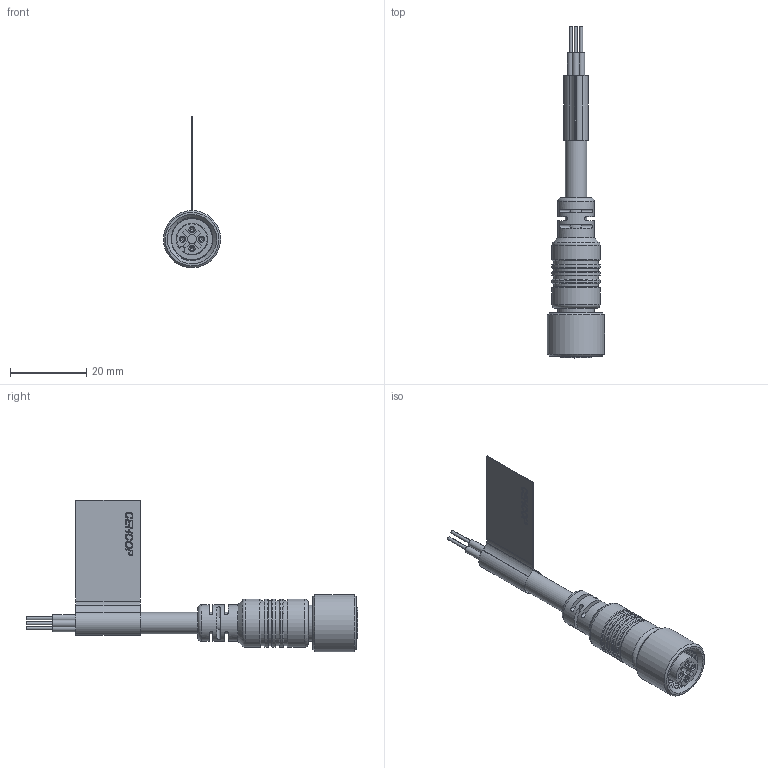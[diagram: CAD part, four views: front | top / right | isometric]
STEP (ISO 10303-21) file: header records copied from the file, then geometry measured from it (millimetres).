
FILE_DESCRIPTION(/* description */ ('Unknown'),/* implementation_level */ '2;1');
FILE_NAME(/* name */ '_PV-C4P1',/* time_stamp */ '2023-03-30T09:26:57+05:00',/* author */ ('Unknown'),/* organization */ ('Unknown'),/* preprocessor_version */ 'ST-DEVELOPER v16.7',/* originating_system */ 'Solid Edge',/* authorisation */ 'Unknown');
FILE_SCHEMA (('AUTOMOTIVE_DESIGN {1 0 10303 214 3 1 1}'));
Length unit declared in the file: millimetre
Products named in the file (8): 47.015.000 Ðàçúåì ïðÿìîé; Ý6.030 (Êàáåëü) ; 47.007.101 Ðîçåòêà êàáåëÿ ñîåäèíèòåëüíîãî; Ä0.014 Äåðæàòåëü; Ý0.023 Ãíåçäî; Ê1.040 Ãàéêà ïðèñîåäèòåëüíàÿ; Êîðïóñ ðàçú¸ìà ïðÿìîé; Ýòèêåòêà 70õ17 íà êàáåëü Ô6,2
Assembly tree (10 placements, depth 3):
  47.015.000 Ðàçúåì ïðÿìîé
    Ý6.030 (Êàáåëü) 
    47.007.101 Ðîçåòêà êàáåëÿ ñîåäèíèòåëüíîãî
      Ä0.014 Äåðæàòåëü
      Ý0.023 Ãíåçäî  x4
      Ê1.040 Ãàéêà ïðèñîåäèòåëüíàÿ
    Êîðïóñ ðàçú¸ìà ïðÿìîé
    Ýòèêåòêà 70õ17 íà êàáåëü Ô6,2
Bounding box: 14.98 x 87 x 39.69 mm (x, y, z)
Volume: 5297 mm3; surface area: 7969.2 mm2
Topology: 9 solids, 9 shells, 327 faces, 779 edges, 512 vertices
Faces by surface type: plane 153, cylinder 119, cone 23, torus 22, bspline 10
Full cylindrical faces by diameter (mm): 0.8 x4, 1 x4, 1.1 x8, 1.4 x8, 1.62 x4, 1.7 x4, 1.73 x4, 1.8 x8, 2.4 x1, 5.4 x1, 5.6 x1, 8.2 x2, 9.45 x2, 9.5 x2, 9.6 x1, 9.65 x1, 10.8 x1, 11.8 x4, 12.6 x5, 13 x1, 15 x1
Entity records: 9264 total; most frequent: CARTESIAN_POINT 3599, DIRECTION 1092, ORIENTED_EDGE 932, EDGE_CURVE 466, AXIS2_PLACEMENT_3D 442, FACE_BOUND 405, EDGE_LOOP 403, VERTEX_POINT 349
